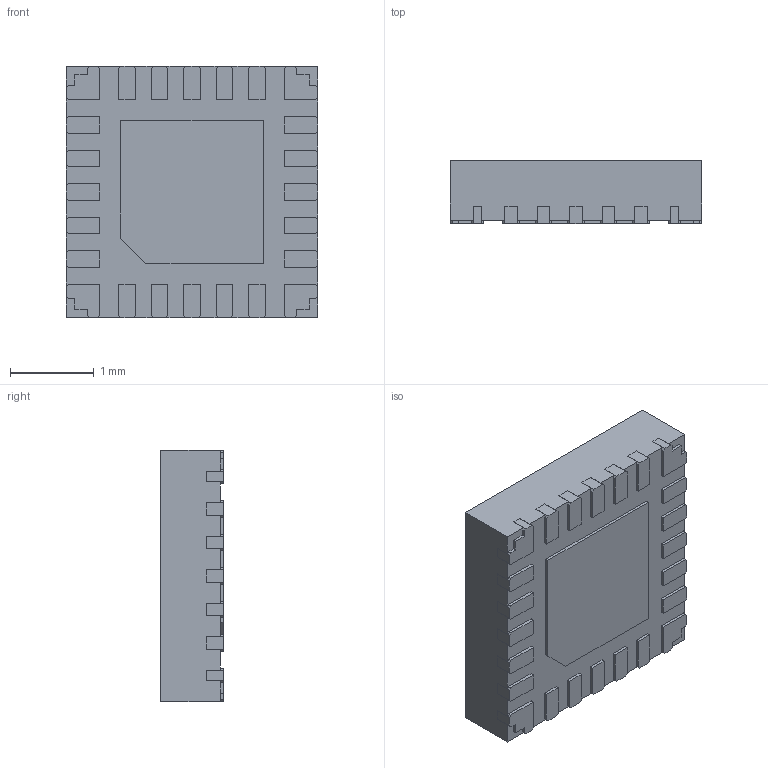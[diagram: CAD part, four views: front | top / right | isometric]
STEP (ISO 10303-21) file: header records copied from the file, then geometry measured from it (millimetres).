
FILE_DESCRIPTION (( 'STEP AP214' ), '1' );
FILE_NAME ('MAX32660GTG+.STEP', '2019-09-26T14:05:54', ( '' ), ( '' ), 'SwSTEP 2.0', 'SolidWorks 2018', '' );
FILE_SCHEMA (( 'AUTOMOTIVE_DESIGN' ));
Length unit declared in the file: millimetre
Products named in the file (1): MAX32660GTG+
Bounding box: 3 x 0.75 x 3 mm (x, y, z)
Volume: 6.6 mm3; surface area: 46.3 mm2
Topology: 26 solids, 26 shells, 400 faces, 1041 edges, 694 vertices
Faces by surface type: plane 398, cylinder 2
Entity records: 14844 total; most frequent: CARTESIAN_POINT 2136, ORIENTED_EDGE 2082, DIRECTION 1847, EDGE_CURVE 1041, LINE 1037, VECTOR 1037, VERTEX_POINT 694, AXIS2_PLACEMENT_3D 405
